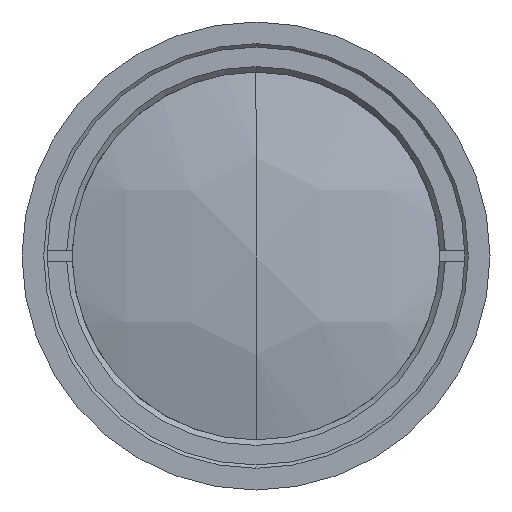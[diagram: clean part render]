
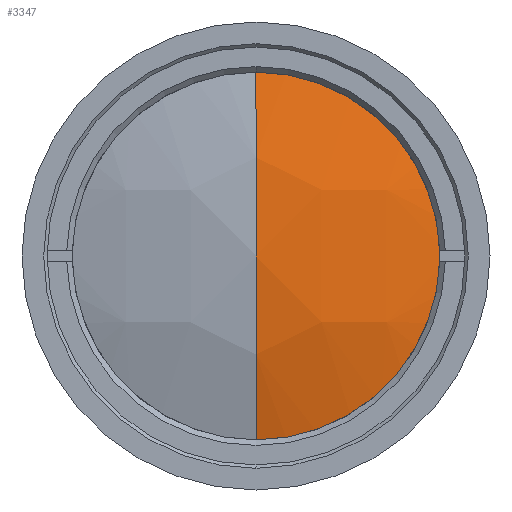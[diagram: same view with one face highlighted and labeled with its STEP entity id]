
A CAD part, left-side view. The second image highlights one B-rep face of the part: STEP entity #3347.
In plain terms, the highlighted free-form (B-spline) face has degree [3, 3] with [4, 4] control points.
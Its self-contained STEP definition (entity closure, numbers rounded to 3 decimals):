
#41 = CARTESIAN_POINT ( 'NONE',  ( -75.294, -6.1, 6.092 ) ) ;
#330 = CARTESIAN_POINT ( 'NONE',  ( -71.602, -5.72, -17.703 ) ) ;
#657 = CARTESIAN_POINT ( 'NONE',  ( -71.666, 0., 0. ) ) ;
#850 = EDGE_CURVE ( 'NONE', #8219, #8960, #12169, .T. ) ;
#1373 = ORIENTED_EDGE ( 'NONE', *, *, #850, .T. ) ;
#1497 = CARTESIAN_POINT ( 'NONE',  ( -71.602, 0., -17.703 ) ) ;
#1762 = DIRECTION ( 'NONE',  ( -1., 0., 0. ) ) ;
#2358 = CARTESIAN_POINT ( 'NONE',  ( -70.727, -11.374, 17.703 ) ) ;
#3347 = ADVANCED_FACE ( 'NONE', ( #11485 ), #7065, .T. ) ;
#3548 = CARTESIAN_POINT ( 'NONE',  ( -71.666, 0., 17.5 ) ) ;
#3564 = CARTESIAN_POINT ( 'NONE',  ( -72.518, -17.943, 6.092 ) ) ;
#3840 = AXIS2_PLACEMENT_3D ( 'NONE', #4207, #7773, #8690 ) ;
#3868 = CARTESIAN_POINT ( 'NONE',  ( -72.518, -17.943, -6.092 ) ) ;
#4207 = CARTESIAN_POINT ( 'NONE',  ( -15.928, 0., 0. ) ) ;
#4872 = CARTESIAN_POINT ( 'NONE',  ( -75.294, -6.1, -6.092 ) ) ;
#5087 = CARTESIAN_POINT ( 'NONE',  ( -74.361, -12.128, -6.092 ) ) ;
#6345 = AXIS2_PLACEMENT_3D ( 'NONE', #657, #1762, #12401 ) ;
#6994 = CARTESIAN_POINT ( 'NONE',  ( -68.998, -16.827, 17.703 ) ) ;
#7065 =( BOUNDED_SURFACE ( )  B_SPLINE_SURFACE ( 3, 3, ( 
 ( #9319, #14013, #2358, #6994 ),
 ( #11711, #41, #9611, #3564 ),
 ( #12073, #4872, #5087, #3868 ),
 ( #1497, #330, #7214, #13135 ) ),
 .UNSPECIFIED., .F., .F., .F. ) 
 B_SPLINE_SURFACE_WITH_KNOTS ( ( 4, 4 ),
 ( 4, 4 ),
 ( 0., 1. ),
 ( 0., 1. ),
 .UNSPECIFIED. ) 
 GEOMETRIC_REPRESENTATION_ITEM ( )  RATIONAL_B_SPLINE_SURFACE ( (
 ( 1., 0.992, 0.992, 1.),
 ( 0.969, 0.961, 0.961, 0.969),
 ( 0.969, 0.961, 0.961, 0.969),
 ( 1., 0.992, 0.992, 1.) ) ) 
 REPRESENTATION_ITEM ( '' )  SURFACE ( )  );
#7214 = CARTESIAN_POINT ( 'NONE',  ( -70.727, -11.374, -17.703 ) ) ;
#7396 = ORIENTED_EDGE ( 'NONE', *, *, #9558, .T. ) ;
#7773 = DIRECTION ( 'NONE',  ( 0., -1., 0. ) ) ;
#8219 = VERTEX_POINT ( 'NONE', #3548 ) ;
#8690 = DIRECTION ( 'NONE',  ( 0., 0., 1. ) ) ;
#8960 = VERTEX_POINT ( 'NONE', #14604 ) ;
#9319 = CARTESIAN_POINT ( 'NONE',  ( -71.602, 0., 17.703 ) ) ;
#9558 = EDGE_CURVE ( 'NONE', #8960, #8219, #12968, .T. ) ;
#9611 = CARTESIAN_POINT ( 'NONE',  ( -74.361, -12.128, 6.092 ) ) ;
#11485 = FACE_OUTER_BOUND ( 'NONE', #14065, .T. ) ;
#11711 = CARTESIAN_POINT ( 'NONE',  ( -75.294, 0., 6.092 ) ) ;
#12073 = CARTESIAN_POINT ( 'NONE',  ( -75.294, 0., -6.092 ) ) ;
#12169 = CIRCLE ( 'NONE', #3840, 58.421 ) ;
#12401 = DIRECTION ( 'NONE',  ( 0., 0., -1. ) ) ;
#12968 = CIRCLE ( 'NONE', #6345, 17.5 ) ;
#13135 = CARTESIAN_POINT ( 'NONE',  ( -68.998, -16.827, -17.703 ) ) ;
#14013 = CARTESIAN_POINT ( 'NONE',  ( -71.602, -5.72, 17.703 ) ) ;
#14065 = EDGE_LOOP ( 'NONE', ( #7396, #1373 ) ) ;
#14604 = CARTESIAN_POINT ( 'NONE',  ( -71.666, 0., -17.5 ) ) ;
